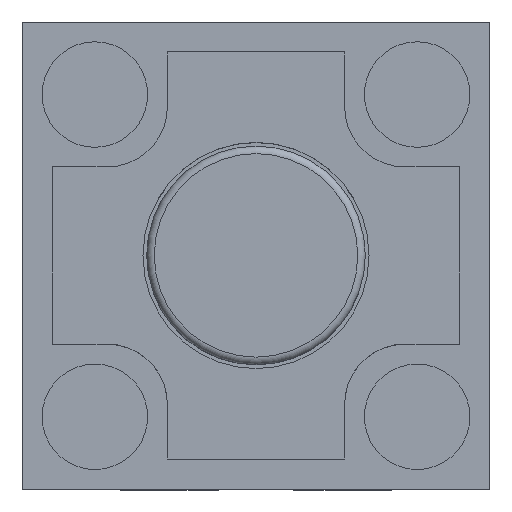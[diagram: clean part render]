
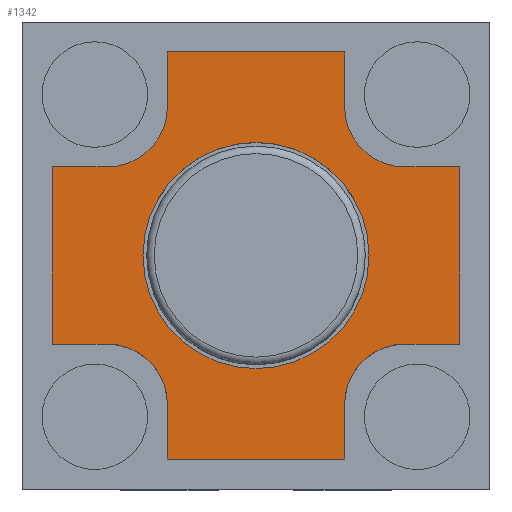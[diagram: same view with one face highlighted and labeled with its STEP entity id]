
A CAD part, top view. The second image highlights one B-rep face of the part: STEP entity #1342.
In plain terms, the highlighted planar face has unit normal (0, 0, 1).
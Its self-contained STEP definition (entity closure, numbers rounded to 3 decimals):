
#15=FACE_BOUND('',#204,.T.);
#28=CIRCLE('',#1458,0.8);
#29=CIRCLE('',#1459,0.8);
#30=CIRCLE('',#1460,0.8);
#31=CIRCLE('',#1461,0.8);
#32=CIRCLE('',#1462,1.5);
#121=FACE_OUTER_BOUND('',#203,.T.);
#203=EDGE_LOOP('',(#1109,#1110,#1111,#1112,#1113,#1114,#1115,#1116,#1117,
#1118,#1119,#1120,#1121,#1122,#1123,#1124));
#204=EDGE_LOOP('',(#1125));
#338=LINE('',#2111,#498);
#355=LINE('',#2153,#515);
#357=LINE('',#2157,#517);
#358=LINE('',#2161,#518);
#359=LINE('',#2163,#519);
#360=LINE('',#2165,#520);
#361=LINE('',#2169,#521);
#362=LINE('',#2171,#522);
#363=LINE('',#2173,#523);
#364=LINE('',#2177,#524);
#365=LINE('',#2179,#525);
#366=LINE('',#2181,#526);
#498=VECTOR('',#1725,10.);
#515=VECTOR('',#1754,10.);
#517=VECTOR('',#1758,10.);
#518=VECTOR('',#1761,10.);
#519=VECTOR('',#1762,10.);
#520=VECTOR('',#1763,10.);
#521=VECTOR('',#1766,10.);
#522=VECTOR('',#1767,10.);
#523=VECTOR('',#1768,10.);
#524=VECTOR('',#1771,10.);
#525=VECTOR('',#1772,10.);
#526=VECTOR('',#1773,10.);
#628=VERTEX_POINT('',#2108);
#629=VERTEX_POINT('',#2110);
#648=VERTEX_POINT('',#2152);
#649=VERTEX_POINT('',#2156);
#650=VERTEX_POINT('',#2158);
#651=VERTEX_POINT('',#2160);
#652=VERTEX_POINT('',#2162);
#653=VERTEX_POINT('',#2164);
#654=VERTEX_POINT('',#2166);
#655=VERTEX_POINT('',#2168);
#656=VERTEX_POINT('',#2170);
#657=VERTEX_POINT('',#2172);
#658=VERTEX_POINT('',#2174);
#659=VERTEX_POINT('',#2176);
#660=VERTEX_POINT('',#2178);
#661=VERTEX_POINT('',#2180);
#662=VERTEX_POINT('',#2183);
#787=EDGE_CURVE('',#628,#629,#338,.T.);
#808=EDGE_CURVE('',#648,#629,#355,.T.);
#810=EDGE_CURVE('',#628,#649,#357,.T.);
#811=EDGE_CURVE('',#650,#649,#28,.T.);
#812=EDGE_CURVE('',#650,#651,#358,.T.);
#813=EDGE_CURVE('',#651,#652,#359,.T.);
#814=EDGE_CURVE('',#652,#653,#360,.T.);
#815=EDGE_CURVE('',#654,#653,#29,.T.);
#816=EDGE_CURVE('',#654,#655,#361,.T.);
#817=EDGE_CURVE('',#656,#655,#362,.T.);
#818=EDGE_CURVE('',#656,#657,#363,.T.);
#819=EDGE_CURVE('',#658,#657,#30,.T.);
#820=EDGE_CURVE('',#658,#659,#364,.T.);
#821=EDGE_CURVE('',#660,#659,#365,.T.);
#822=EDGE_CURVE('',#660,#661,#366,.T.);
#823=EDGE_CURVE('',#648,#661,#31,.T.);
#824=EDGE_CURVE('',#662,#662,#32,.T.);
#1109=ORIENTED_EDGE('',*,*,#787,.F.);
#1110=ORIENTED_EDGE('',*,*,#810,.T.);
#1111=ORIENTED_EDGE('',*,*,#811,.F.);
#1112=ORIENTED_EDGE('',*,*,#812,.T.);
#1113=ORIENTED_EDGE('',*,*,#813,.T.);
#1114=ORIENTED_EDGE('',*,*,#814,.T.);
#1115=ORIENTED_EDGE('',*,*,#815,.F.);
#1116=ORIENTED_EDGE('',*,*,#816,.T.);
#1117=ORIENTED_EDGE('',*,*,#817,.F.);
#1118=ORIENTED_EDGE('',*,*,#818,.T.);
#1119=ORIENTED_EDGE('',*,*,#819,.F.);
#1120=ORIENTED_EDGE('',*,*,#820,.T.);
#1121=ORIENTED_EDGE('',*,*,#821,.F.);
#1122=ORIENTED_EDGE('',*,*,#822,.T.);
#1123=ORIENTED_EDGE('',*,*,#823,.F.);
#1124=ORIENTED_EDGE('',*,*,#808,.T.);
#1125=ORIENTED_EDGE('',*,*,#824,.T.);
#1268=PLANE('',#1457);
#1342=ADVANCED_FACE('',(#121,#15),#1268,.T.);
#1457=AXIS2_PLACEMENT_3D('',#2155,#1756,#1757);
#1458=AXIS2_PLACEMENT_3D('',#2159,#1759,#1760);
#1459=AXIS2_PLACEMENT_3D('',#2167,#1764,#1765);
#1460=AXIS2_PLACEMENT_3D('',#2175,#1769,#1770);
#1461=AXIS2_PLACEMENT_3D('',#2182,#1774,#1775);
#1462=AXIS2_PLACEMENT_3D('',#2184,#1776,#1777);
#1725=DIRECTION('',(1.,0.,0.));
#1754=DIRECTION('',(0.,1.,0.));
#1756=DIRECTION('center_axis',(0.,0.,1.));
#1757=DIRECTION('ref_axis',(1.,0.,0.));
#1758=DIRECTION('',(0.,-1.,0.));
#1759=DIRECTION('center_axis',(0.,0.,1.));
#1760=DIRECTION('ref_axis',(0.707,-0.707,0.));
#1761=DIRECTION('',(-1.,0.,0.));
#1762=DIRECTION('',(0.,-1.,0.));
#1763=DIRECTION('',(1.,0.,0.));
#1764=DIRECTION('center_axis',(0.,0.,1.));
#1765=DIRECTION('ref_axis',(0.707,0.707,0.));
#1766=DIRECTION('',(0.,-1.,0.));
#1767=DIRECTION('',(-1.,0.,0.));
#1768=DIRECTION('',(0.,1.,0.));
#1769=DIRECTION('center_axis',(0.,0.,1.));
#1770=DIRECTION('ref_axis',(-0.707,0.707,0.));
#1771=DIRECTION('',(1.,0.,0.));
#1772=DIRECTION('',(0.,-1.,0.));
#1773=DIRECTION('',(-1.,0.,0.));
#1774=DIRECTION('center_axis',(0.,0.,1.));
#1775=DIRECTION('ref_axis',(-0.707,-0.707,0.));
#1776=DIRECTION('center_axis',(0.,0.,-1.));
#1777=DIRECTION('ref_axis',(-1.,0.,0.));
#2108=CARTESIAN_POINT('',(-1.175,2.7,6.4));
#2110=CARTESIAN_POINT('',(1.175,2.7,6.4));
#2111=CARTESIAN_POINT('',(0.588,2.7,6.4));
#2152=CARTESIAN_POINT('',(1.175,1.975,6.4));
#2153=CARTESIAN_POINT('',(1.175,0.588,6.4));
#2155=CARTESIAN_POINT('Origin',(0.,0.,6.4));
#2156=CARTESIAN_POINT('',(-1.175,1.975,6.4));
#2157=CARTESIAN_POINT('',(-1.175,1.55,6.4));
#2158=CARTESIAN_POINT('',(-1.975,1.175,6.4));
#2159=CARTESIAN_POINT('Origin',(-1.975,1.975,6.4));
#2160=CARTESIAN_POINT('',(-2.7,1.175,6.4));
#2161=CARTESIAN_POINT('',(-0.588,1.175,6.4));
#2162=CARTESIAN_POINT('',(-2.7,-1.175,6.4));
#2163=CARTESIAN_POINT('',(-2.7,0.588,6.4));
#2164=CARTESIAN_POINT('',(-1.975,-1.175,6.4));
#2165=CARTESIAN_POINT('',(-1.55,-1.175,6.4));
#2166=CARTESIAN_POINT('',(-1.175,-1.975,6.4));
#2167=CARTESIAN_POINT('Origin',(-1.975,-1.975,6.4));
#2168=CARTESIAN_POINT('',(-1.175,-2.7,6.4));
#2169=CARTESIAN_POINT('',(-1.175,-0.588,6.4));
#2170=CARTESIAN_POINT('',(1.175,-2.7,6.4));
#2171=CARTESIAN_POINT('',(-0.588,-2.7,6.4));
#2172=CARTESIAN_POINT('',(1.175,-1.975,6.4));
#2173=CARTESIAN_POINT('',(1.175,-1.55,6.4));
#2174=CARTESIAN_POINT('',(1.975,-1.175,6.4));
#2175=CARTESIAN_POINT('Origin',(1.975,-1.975,6.4));
#2176=CARTESIAN_POINT('',(2.7,-1.175,6.4));
#2177=CARTESIAN_POINT('',(0.588,-1.175,6.4));
#2178=CARTESIAN_POINT('',(2.7,1.175,6.4));
#2179=CARTESIAN_POINT('',(2.7,-0.588,6.4));
#2180=CARTESIAN_POINT('',(1.975,1.175,6.4));
#2181=CARTESIAN_POINT('',(1.55,1.175,6.4));
#2182=CARTESIAN_POINT('Origin',(1.975,1.975,6.4));
#2183=CARTESIAN_POINT('',(1.5,0.,6.4));
#2184=CARTESIAN_POINT('Origin',(0.,0.,6.4));
